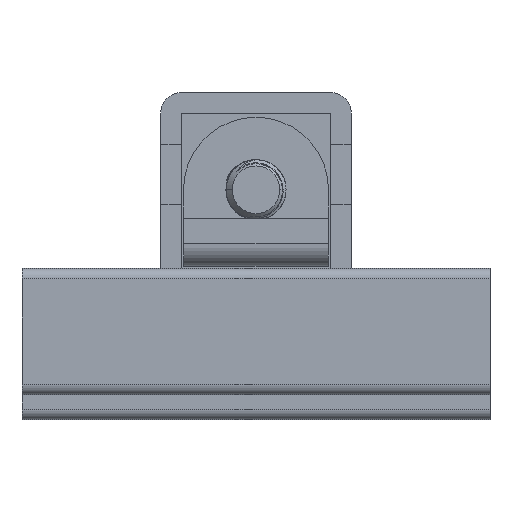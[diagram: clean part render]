
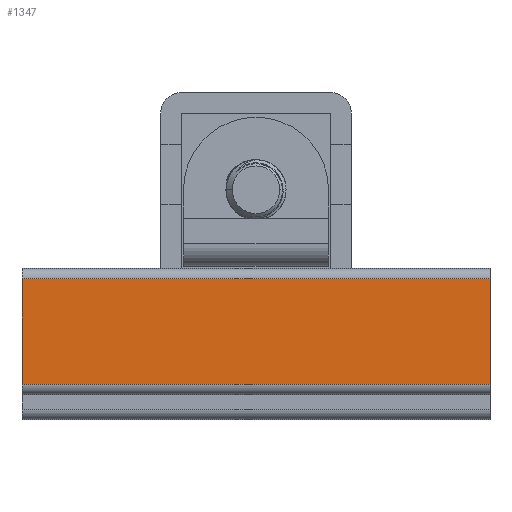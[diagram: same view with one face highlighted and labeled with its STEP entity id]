
A CAD part, front view. The second image highlights one B-rep face of the part: STEP entity #1347.
In plain terms, the highlighted planar face has unit normal (0, -1, 0).
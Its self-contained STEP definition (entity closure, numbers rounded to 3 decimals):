
#27=DIRECTION('',(0.,0.,-1.));
#28=VECTOR('',#27,5.1);
#29=CARTESIAN_POINT('',(-11.3,-11.3,3.15));
#30=LINE('',#29,#28);
#377=DIRECTION('',(-1.,0.,0.));
#378=VECTOR('',#377,22.6);
#379=CARTESIAN_POINT('',(11.3,-11.3,3.15));
#380=LINE('',#379,#378);
#381=DIRECTION('',(-1.,0.,0.));
#382=VECTOR('',#381,22.6);
#383=CARTESIAN_POINT('',(11.3,-11.3,-1.95));
#384=LINE('',#383,#382);
#420=DIRECTION('',(0.,0.,-1.));
#421=VECTOR('',#420,5.1);
#422=CARTESIAN_POINT('',(11.3,-11.3,3.15));
#423=LINE('',#422,#421);
#788=CARTESIAN_POINT('',(-11.3,-11.3,3.15));
#790=VERTEX_POINT('',#788);
#794=CARTESIAN_POINT('',(11.3,-11.3,3.15));
#795=VERTEX_POINT('',#794);
#797=CARTESIAN_POINT('',(-11.3,-11.3,-1.95));
#799=VERTEX_POINT('',#797);
#800=CARTESIAN_POINT('',(11.3,-11.3,-1.95));
#801=VERTEX_POINT('',#800);
#1335=CARTESIAN_POINT('',(-11.3,-11.3,3.65));
#1336=DIRECTION('',(0.,-1.,0.));
#1337=DIRECTION('',(0.,0.,-1.));
#1338=AXIS2_PLACEMENT_3D('',#1335,#1336,#1337);
#1339=PLANE('',#1338);
#1340=ORIENTED_EDGE('',*,*,#848,.F.);
#1342=ORIENTED_EDGE('',*,*,#1341,.T.);
#1343=ORIENTED_EDGE('',*,*,#1327,.T.);
#1344=ORIENTED_EDGE('',*,*,#819,.F.);
#1345=EDGE_LOOP('',(#1340,#1342,#1343,#1344));
#1346=FACE_OUTER_BOUND('',#1345,.F.);
#819=EDGE_CURVE('',#790,#799,#30,.T.);
#848=EDGE_CURVE('',#795,#790,#380,.T.);
#1327=EDGE_CURVE('',#801,#799,#384,.T.);
#1341=EDGE_CURVE('',#795,#801,#423,.T.);
#1347=ADVANCED_FACE('',(#1346),#1339,.T.);
